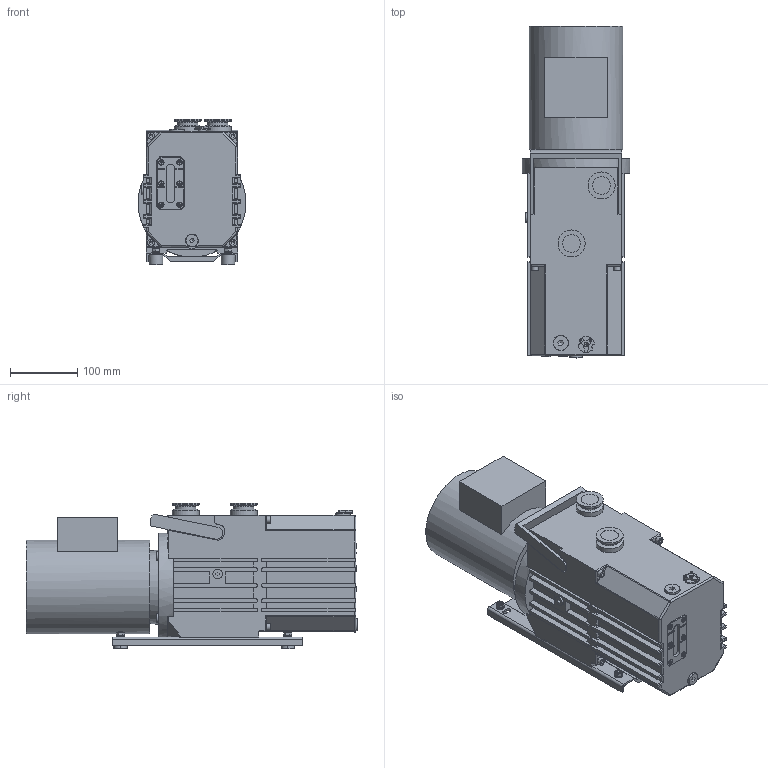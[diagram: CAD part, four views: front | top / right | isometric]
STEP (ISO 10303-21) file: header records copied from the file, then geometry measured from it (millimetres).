
FILE_DESCRIPTION((''),'2;1');
FILE_NAME('PK900362.stp','2010-04-26T12:15:35',('WANGORSCH-V'),(''),'Autodesk Inventor 2009','Autodesk Inventor 2009','');
FILE_SCHEMA(('AUTOMOTIVE_DESIGN { 1 0 10303 214 1 1 1 1 }'));
Length unit declared in the file: millimetre
Products named in the file (1): PK900362_SW
Bounding box: 159.99 x 492 x 216 mm (x, y, z)
Volume: 10068289.1 mm3; surface area: 509899.2 mm2
Topology: 41 solids, 41 shells, 1093 faces, 2781 edges, 1799 vertices
Faces by surface type: plane 536, cylinder 314, bspline 145, cone 81, torus 15, sphere 2
Full cylindrical faces by diameter (mm): 3 x1, 4 x6, 5.54 x1, 6 x3, 6.4 x4, 7 x6, 10 x6, 12 x4, 13 x4, 13.157 x1, 14 x1, 16.662 x1, 18 x1, 22 x1, 26.2 x2, 30 x3, 40 x4, 139 x1, 160 x1
Entity records: 34765 total; most frequent: CARTESIAN_POINT 8723, ORIENTED_EDGE 5054, DIRECTION 4961, EDGE_CURVE 2527, AXIS2_PLACEMENT_3D 1747, VERTEX_POINT 1708, VECTOR 1467, LINE 1467
